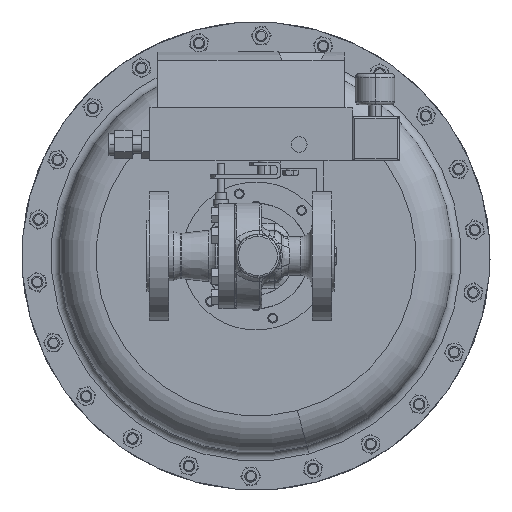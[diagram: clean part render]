
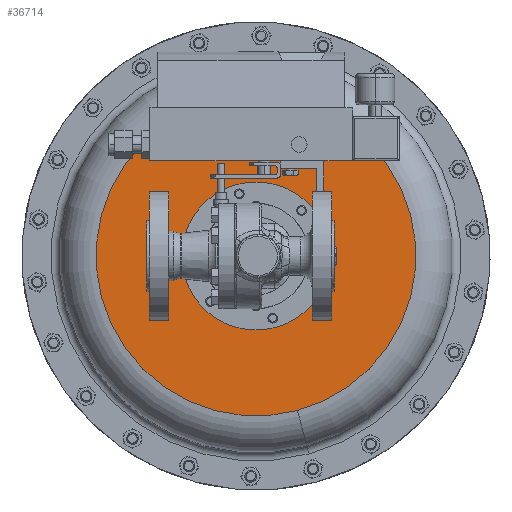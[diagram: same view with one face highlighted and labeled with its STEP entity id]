
A CAD part, front view. The second image highlights one B-rep face of the part: STEP entity #36714.
In plain terms, the highlighted planar face has unit normal (0, -1, 0).
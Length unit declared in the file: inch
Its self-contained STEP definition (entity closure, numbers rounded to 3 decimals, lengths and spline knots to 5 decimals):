
#38 = VERTEX_POINT ( 'NONE', #38812 ) ;
#705 = VERTEX_POINT ( 'NONE', #4477 ) ;
#1916 = EDGE_CURVE ( 'NONE', #705, #32692, #10432, .T. ) ;
#3672 = ORIENTED_EDGE ( 'NONE', *, *, #7266, .T. ) ;
#4477 = CARTESIAN_POINT ( 'NONE',  ( 2.02347, 10.12786, 3.25309 ) ) ;
#6507 = ORIENTED_EDGE ( 'NONE', *, *, #1916, .T. ) ;
#7176 = DIRECTION ( 'NONE',  ( 0., 1., 0. ) ) ;
#7211 = FACE_BOUND ( 'NONE', #11766, .T. ) ;
#7266 = EDGE_CURVE ( 'NONE', #32692, #705, #31762, .T. ) ;
#7365 = CARTESIAN_POINT ( 'NONE',  ( 0.34409, 10.12786, 4.93247 ) ) ;
#8852 = EDGE_CURVE ( 'NONE', #38213, #38, #23867, .T. ) ;
#10432 = CIRCLE ( 'NONE', #28008, 2.375 ) ;
#10728 = DIRECTION ( 'NONE',  ( 0.707, 0., -0.707 ) ) ;
#11415 = DIRECTION ( 'NONE',  ( 0.259, 0., -0.966 ) ) ;
#11766 = EDGE_LOOP ( 'NONE', ( #3672, #6507 ) ) ;
#15858 = AXIS2_PLACEMENT_3D ( 'NONE', #7365, #30756, #10728 ) ;
#16868 = CARTESIAN_POINT ( 'NONE',  ( 0.34409, 10.12786, 4.93247 ) ) ;
#17409 = ORIENTED_EDGE ( 'NONE', *, *, #32285, .F. ) ;
#17988 = CARTESIAN_POINT ( 'NONE',  ( 0.34409, 10.12786, 4.93247 ) ) ;
#18059 = PLANE ( 'NONE',  #37984 ) ;
#18406 = ORIENTED_EDGE ( 'NONE', *, *, #8852, .F. ) ;
#20206 = DIRECTION ( 'NONE',  ( -0.259, 0., 0.966 ) ) ;
#21299 = DIRECTION ( 'NONE',  ( 0.707, 0., -0.707 ) ) ;
#22635 = CIRCLE ( 'NONE', #27457, 5.125 ) ;
#23266 = EDGE_LOOP ( 'NONE', ( #17409, #18406 ) ) ;
#23867 = CIRCLE ( 'NONE', #28765, 5.125 ) ;
#27178 = CARTESIAN_POINT ( 'NONE',  ( 0.34409, 10.12786, 4.93247 ) ) ;
#27457 = AXIS2_PLACEMENT_3D ( 'NONE', #16868, #40227, #20206 ) ;
#28008 = AXIS2_PLACEMENT_3D ( 'NONE', #17988, #41314, #21299 ) ;
#28103 = CARTESIAN_POINT ( 'NONE',  ( 5.29446, 10.12786, 6.25892 ) ) ;
#28765 = AXIS2_PLACEMENT_3D ( 'NONE', #27178, #7176, #30564 ) ;
#30564 = DIRECTION ( 'NONE',  ( -0.259, 0., 0.966 ) ) ;
#30756 = DIRECTION ( 'NONE',  ( 0., 1., 0. ) ) ;
#31444 = DIRECTION ( 'NONE',  ( 0., -1., 0. ) ) ;
#31762 = CIRCLE ( 'NONE', #15858, 2.375 ) ;
#32285 = EDGE_CURVE ( 'NONE', #38, #38213, #22635, .T. ) ;
#32692 = VERTEX_POINT ( 'NONE', #32863 ) ;
#32814 = FACE_OUTER_BOUND ( 'NONE', #23266, .T. ) ;
#32863 = CARTESIAN_POINT ( 'NONE',  ( -1.33528, 10.12786, 6.61185 ) ) ;
#36714 = ADVANCED_FACE ( 'NONE', ( #32814, #7211 ), #18059, .T. ) ;
#37984 = AXIS2_PLACEMENT_3D ( 'NONE', #28103, #31444, #11415 ) ;
#38213 = VERTEX_POINT ( 'NONE', #41046 ) ;
#38812 = CARTESIAN_POINT ( 'NONE',  ( -0.98235, 10.12786, 9.88284 ) ) ;
#40227 = DIRECTION ( 'NONE',  ( 0., 1., 0. ) ) ;
#41046 = CARTESIAN_POINT ( 'NONE',  ( 1.67054, 10.12786, -0.0179 ) ) ;
#41314 = DIRECTION ( 'NONE',  ( 0., 1., 0. ) ) ;
